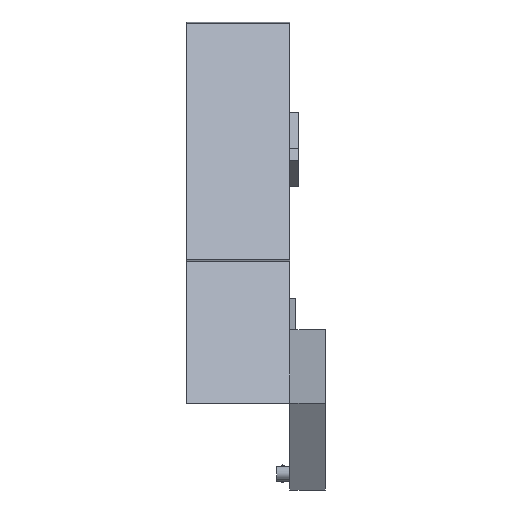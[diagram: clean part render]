
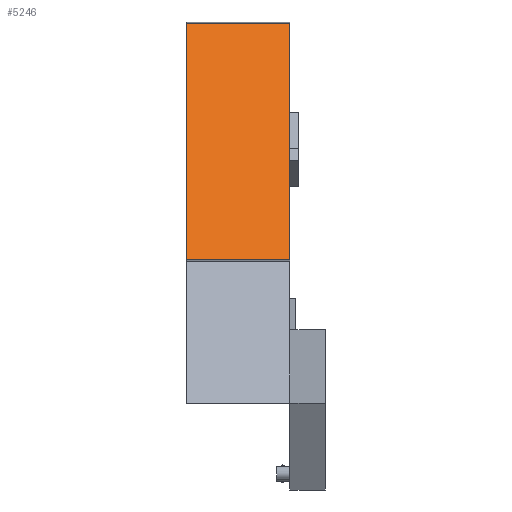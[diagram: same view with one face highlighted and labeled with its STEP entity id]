
A CAD part, left-side view. The second image highlights one B-rep face of the part: STEP entity #5246.
In plain terms, the highlighted planar face has unit normal (-0.866, 0, 0.5).
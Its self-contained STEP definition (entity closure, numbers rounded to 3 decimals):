
#396=FACE_OUTER_BOUND('',#707,.T.);
#707=EDGE_LOOP('',(#4265,#4266,#4267,#4268));
#1047=LINE('',#7733,#1685);
#1085=LINE('',#7863,#1723);
#1262=LINE('',#8223,#1900);
#1263=LINE('',#8225,#1901);
#1685=VECTOR('',#6184,10.);
#1723=VECTOR('',#6234,10.);
#1900=VECTOR('',#6621,10.);
#1901=VECTOR('',#6624,10.);
#2315=VERTEX_POINT('',#7730);
#2316=VERTEX_POINT('',#7732);
#2351=VERTEX_POINT('',#7860);
#2352=VERTEX_POINT('',#7862);
#2858=EDGE_CURVE('',#2315,#2316,#1047,.T.);
#2905=EDGE_CURVE('',#2351,#2352,#1085,.T.);
#3084=EDGE_CURVE('',#2315,#2352,#1262,.T.);
#3085=EDGE_CURVE('',#2316,#2351,#1263,.T.);
#4265=ORIENTED_EDGE('',*,*,#2858,.F.);
#4266=ORIENTED_EDGE('',*,*,#3084,.T.);
#4267=ORIENTED_EDGE('',*,*,#2905,.F.);
#4268=ORIENTED_EDGE('',*,*,#3085,.F.);
#4987=PLANE('',#5589);
#5246=ADVANCED_FACE('',(#396),#4987,.T.);
#5589=AXIS2_PLACEMENT_3D('',#8224,#6622,#6623);
#6184=DIRECTION('',(-0.5,0.,-0.866));
#6234=DIRECTION('',(0.5,0.,0.866));
#6621=DIRECTION('',(0.,1.,0.));
#6622=DIRECTION('center_axis',(-0.866,0.,0.5));
#6623=DIRECTION('ref_axis',(0.5,0.,0.866));
#6624=DIRECTION('',(0.,1.,0.));
#7730=CARTESIAN_POINT('',(97.053,0.,216.1));
#7732=CARTESIAN_POINT('',(50.715,0.,135.842));
#7733=CARTESIAN_POINT('',(97.053,0.,216.1));
#7860=CARTESIAN_POINT('',(50.715,35.,135.842));
#7862=CARTESIAN_POINT('',(97.053,35.,216.1));
#7863=CARTESIAN_POINT('',(97.053,35.,216.1));
#8223=CARTESIAN_POINT('',(97.053,0.,216.1));
#8224=CARTESIAN_POINT('Origin',(50.715,0.,135.842));
#8225=CARTESIAN_POINT('',(50.715,0.,135.842));
